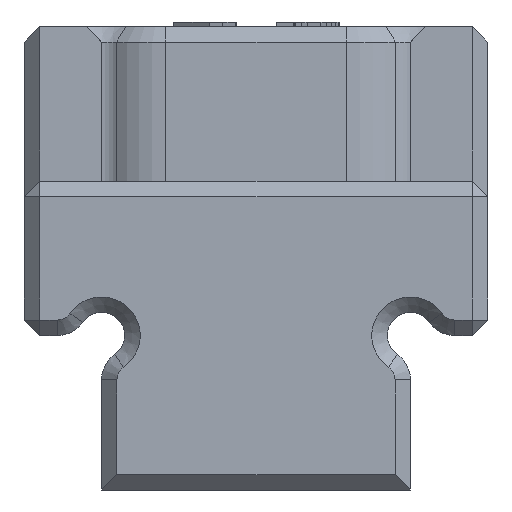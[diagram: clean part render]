
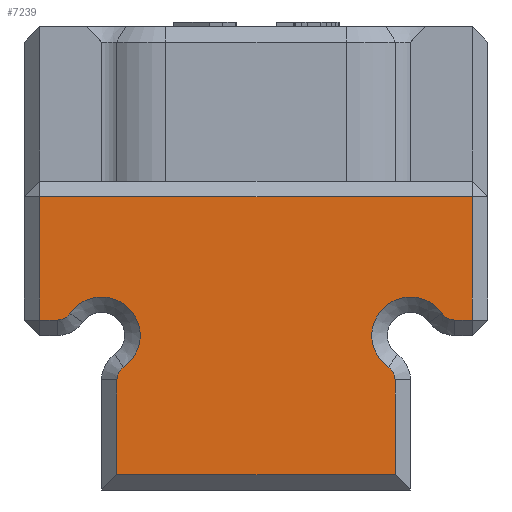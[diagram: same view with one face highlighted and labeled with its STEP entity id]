
A CAD part, left-side view. The second image highlights one B-rep face of the part: STEP entity #7239.
In plain terms, the highlighted planar face has unit normal (-1, 0, 0).
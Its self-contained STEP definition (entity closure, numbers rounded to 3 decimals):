
#694=CIRCLE('',#7416,1.);
#695=CIRCLE('',#7418,2.5);
#698=CIRCLE('',#7422,1.);
#706=CIRCLE('',#7451,1.);
#707=CIRCLE('',#7453,2.5);
#710=CIRCLE('',#7457,1.);
#1113=FACE_OUTER_BOUND('',#1522,.T.);
#1522=EDGE_LOOP('',(#6589,#6590,#6591,#6592,#6593,#6594,#6595,#6596,#6597,
#6598,#6599,#6600,#6601,#6602));
#2040=LINE('',#14021,#2654);
#2052=LINE('',#14046,#2666);
#2074=LINE('',#14101,#2688);
#2079=LINE('',#14123,#2693);
#2083=LINE('',#14128,#2697);
#2111=LINE('',#14193,#2725);
#2119=LINE('',#14219,#2733);
#2121=LINE('',#14222,#2735);
#2654=VECTOR('',#8248,10.);
#2666=VECTOR('',#8270,10.);
#2688=VECTOR('',#8324,10.);
#2693=VECTOR('',#8349,10.);
#2697=VECTOR('',#8355,10.);
#2725=VECTOR('',#8427,10.);
#2733=VECTOR('',#8459,10.);
#2735=VECTOR('',#8463,10.);
#3387=VERTEX_POINT('',#13998);
#3393=VERTEX_POINT('',#14012);
#3395=VERTEX_POINT('',#14018);
#3396=VERTEX_POINT('',#14020);
#3402=VERTEX_POINT('',#14039);
#3419=VERTEX_POINT('',#14094);
#3421=VERTEX_POINT('',#14099);
#3423=VERTEX_POINT('',#14106);
#3425=VERTEX_POINT('',#14111);
#3427=VERTEX_POINT('',#14118);
#3428=VERTEX_POINT('',#14122);
#3445=VERTEX_POINT('',#14202);
#3447=VERTEX_POINT('',#14207);
#3449=VERTEX_POINT('',#14214);
#4394=EDGE_CURVE('',#3395,#3396,#2040,.T.);
#4406=EDGE_CURVE('',#3402,#3393,#2052,.T.);
#4434=EDGE_CURVE('',#3421,#3419,#2074,.T.);
#4438=EDGE_CURVE('',#3423,#3421,#694,.T.);
#4440=EDGE_CURVE('',#3425,#3423,#695,.T.);
#4444=EDGE_CURVE('',#3427,#3425,#698,.T.);
#4445=EDGE_CURVE('',#3428,#3427,#2079,.T.);
#4449=EDGE_CURVE('',#3419,#3402,#2083,.T.);
#4483=EDGE_CURVE('',#3396,#3428,#2111,.T.);
#4489=EDGE_CURVE('',#3445,#3395,#706,.T.);
#4491=EDGE_CURVE('',#3447,#3445,#707,.T.);
#4495=EDGE_CURVE('',#3449,#3447,#710,.T.);
#4497=EDGE_CURVE('',#3387,#3449,#2119,.T.);
#4499=EDGE_CURVE('',#3393,#3387,#2121,.T.);
#6589=ORIENTED_EDGE('',*,*,#4434,.F.);
#6590=ORIENTED_EDGE('',*,*,#4438,.F.);
#6591=ORIENTED_EDGE('',*,*,#4440,.F.);
#6592=ORIENTED_EDGE('',*,*,#4444,.F.);
#6593=ORIENTED_EDGE('',*,*,#4445,.F.);
#6594=ORIENTED_EDGE('',*,*,#4483,.F.);
#6595=ORIENTED_EDGE('',*,*,#4394,.F.);
#6596=ORIENTED_EDGE('',*,*,#4489,.F.);
#6597=ORIENTED_EDGE('',*,*,#4491,.F.);
#6598=ORIENTED_EDGE('',*,*,#4495,.F.);
#6599=ORIENTED_EDGE('',*,*,#4497,.F.);
#6600=ORIENTED_EDGE('',*,*,#4499,.F.);
#6601=ORIENTED_EDGE('',*,*,#4406,.F.);
#6602=ORIENTED_EDGE('',*,*,#4449,.F.);
#6853=PLANE('',#7478);
#7239=ADVANCED_FACE('',(#1113),#6853,.T.);
#7416=AXIS2_PLACEMENT_3D('',#14108,#8331,#8332);
#7418=AXIS2_PLACEMENT_3D('',#14113,#8336,#8337);
#7422=AXIS2_PLACEMENT_3D('',#14120,#8345,#8346);
#7451=AXIS2_PLACEMENT_3D('',#14204,#8440,#8441);
#7453=AXIS2_PLACEMENT_3D('',#14209,#8445,#8446);
#7457=AXIS2_PLACEMENT_3D('',#14216,#8454,#8455);
#7478=AXIS2_PLACEMENT_3D('',#14260,#8516,#8517);
#8248=DIRECTION('',(0.,0.,-1.));
#8270=DIRECTION('',(0.,-1.,0.));
#8324=DIRECTION('',(0.,1.,0.));
#8331=DIRECTION('center_axis',(1.,0.,0.));
#8332=DIRECTION('ref_axis',(0.,-0.463,-0.886));
#8336=DIRECTION('center_axis',(-1.,0.,0.));
#8337=DIRECTION('ref_axis',(0.,-1.,0.));
#8345=DIRECTION('center_axis',(1.,0.,0.));
#8346=DIRECTION('ref_axis',(0.,0.886,0.463));
#8349=DIRECTION('',(0.,0.,1.));
#8355=DIRECTION('',(0.,0.,1.));
#8427=DIRECTION('',(0.,1.,0.));
#8440=DIRECTION('center_axis',(1.,0.,0.));
#8441=DIRECTION('ref_axis',(0.,-0.886,0.463));
#8445=DIRECTION('center_axis',(-1.,0.,0.));
#8446=DIRECTION('ref_axis',(0.,1.,0.));
#8454=DIRECTION('center_axis',(1.,0.,0.));
#8455=DIRECTION('ref_axis',(0.,0.463,-0.886));
#8459=DIRECTION('',(0.,1.,0.));
#8463=DIRECTION('',(0.,0.,-1.));
#8516=DIRECTION('center_axis',(-1.,0.,0.));
#8517=DIRECTION('ref_axis',(0.,0.,-1.));
#13998=CARTESIAN_POINT('',(-130.515,0.452,-19.));
#14012=CARTESIAN_POINT('',(-130.515,0.452,-11.));
#14018=CARTESIAN_POINT('',(-130.515,5.452,-22.872));
#14020=CARTESIAN_POINT('',(-130.515,5.452,-29.));
#14021=CARTESIAN_POINT('',(-130.515,5.452,-15.));
#14039=CARTESIAN_POINT('',(-130.515,28.452,-11.));
#14046=CARTESIAN_POINT('',(-130.515,4.452,-11.));
#14094=CARTESIAN_POINT('',(-130.515,28.452,-19.));
#14099=CARTESIAN_POINT('',(-130.515,27.324,-19.));
#14101=CARTESIAN_POINT('',(-130.515,4.452,-19.));
#14106=CARTESIAN_POINT('',(-130.515,26.504,-18.571));
#14108=CARTESIAN_POINT('Origin',(-130.515,27.324,-18.));
#14111=CARTESIAN_POINT('',(-130.515,23.024,-22.052));
#14113=CARTESIAN_POINT('Origin',(-130.515,24.452,-20.));
#14118=CARTESIAN_POINT('',(-130.515,23.452,-22.872));
#14120=CARTESIAN_POINT('Origin',(-130.515,22.452,-22.872));
#14122=CARTESIAN_POINT('',(-130.515,23.452,-29.));
#14123=CARTESIAN_POINT('',(-130.515,23.452,-15.));
#14128=CARTESIAN_POINT('',(-130.515,28.452,-10.));
#14193=CARTESIAN_POINT('',(-130.515,9.452,-29.));
#14202=CARTESIAN_POINT('',(-130.515,5.881,-22.052));
#14204=CARTESIAN_POINT('Origin',(-130.515,6.452,-22.872));
#14207=CARTESIAN_POINT('',(-130.515,2.4,-18.571));
#14209=CARTESIAN_POINT('Origin',(-130.515,4.452,-20.));
#14214=CARTESIAN_POINT('',(-130.515,1.58,-19.));
#14216=CARTESIAN_POINT('Origin',(-130.515,1.58,-18.));
#14219=CARTESIAN_POINT('',(-130.515,4.452,-19.));
#14222=CARTESIAN_POINT('',(-130.515,0.452,-10.));
#14260=CARTESIAN_POINT('Origin',(-130.515,4.452,-10.));
